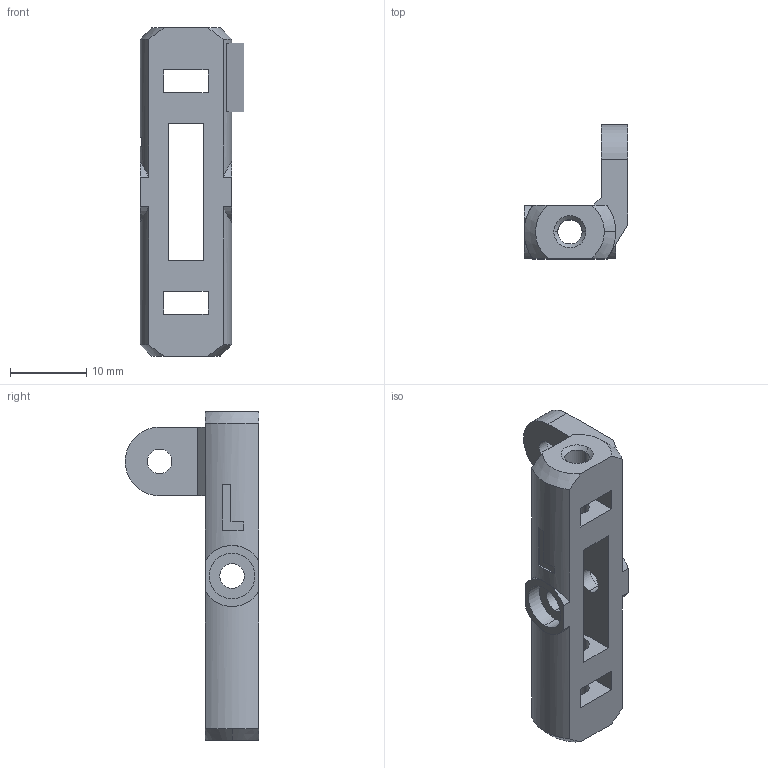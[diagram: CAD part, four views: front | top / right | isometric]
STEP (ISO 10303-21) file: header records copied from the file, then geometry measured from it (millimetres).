
FILE_DESCRIPTION (( 'STEP AP203' ), '1' );
FILE_NAME ('pivot-beam-l.step', '2015-08-11T12:44:08', ( 'Cesar' ), ( '' ), 'SwSTEP 2.0', 'SolidWorks 2013', '' );
FILE_SCHEMA (( 'CONFIG_CONTROL_DESIGN' ));
Length unit declared in the file: millimetre
Products named in the file (1): pivot-beam-l
Bounding box: 13.6 x 17.5 x 43 mm (x, y, z)
Volume: 2573.8 mm3; surface area: 2468.3 mm2
Topology: 1 solids, 1 shells, 88 faces, 235 edges, 153 vertices
Faces by surface type: plane 46, cylinder 32, cone 10
Entity records: 2974 total; most frequent: CARTESIAN_POINT 629, ORIENTED_EDGE 470, DIRECTION 463, EDGE_CURVE 235, AXIS2_PLACEMENT_3D 155, LINE 153, VERTEX_POINT 153, VECTOR 153
